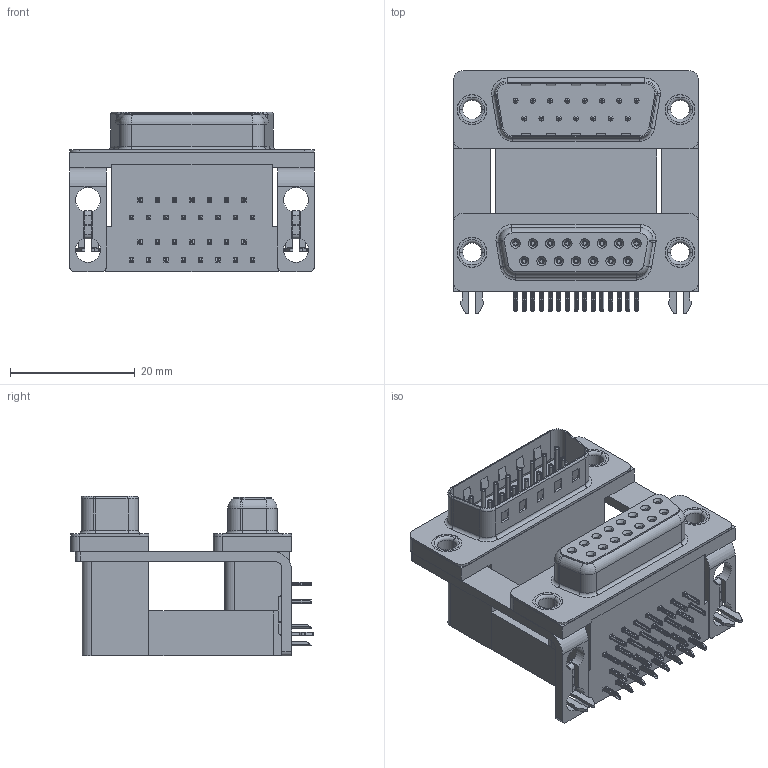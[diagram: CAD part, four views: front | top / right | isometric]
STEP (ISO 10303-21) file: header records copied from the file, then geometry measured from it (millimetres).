
FILE_DESCRIPTION (( 'STEP AP203' ), '1' );
FILE_NAME ('663-015-264-040.STEP', '2022-06-17T23:11:19', ( '' ), ( '' ), 'SwSTEP 2.0', 'SolidWorks 2020', '' );
FILE_SCHEMA (( 'CONFIG_CONTROL_DESIGN' ));
Length unit declared in the file: millimetre
Products named in the file (13): 663 Contact Bottom Lower; 663 Thru Hole Rivet; 663 Contact Top Lower; 663 Housing Spacer_15 Contacts H; 663 Shell Receptacle_15 Contacts; 663 Contact Bottom Upper_H; 663-015-264-040; 663 Housing Upper_15 Contacts H; 663 Shell Plug_15 Contacts; 663 Mounting Bracket_2ProngH; 663 Contact Top Upper_H; 663 Housing Lower_15 Contacts; 663 2 Prong Board Lock_4
Assembly tree (43 placements, depth 2):
  663-015-264-040
    663 Housing Lower_15 Contacts
    663 Housing Spacer_15 Contacts H
    663 Housing Upper_15 Contacts H
    663 Shell Receptacle_15 Contacts
    663 Shell Plug_15 Contacts
    663 Contact Bottom Lower  x7
    663 Contact Top Lower  x8
    663 Contact Bottom Upper_H  x7
    663 Contact Top Upper_H  x8
    663 Mounting Bracket_2ProngH  x2
    663 2 Prong Board Lock_4  x2
    663 Thru Hole Rivet  x4
Bounding box: 39.19 x 38.91 x 25.6 mm (x, y, z)
Volume: 15963.4 mm3; surface area: 17561.8 mm2
Topology: 43 solids, 43 shells, 3936 faces, 10121 edges, 6333 vertices
Faces by surface type: plane 2093, cylinder 1008, bspline 512, cone 180, torus 143
Entity records: 43389 total; most frequent: CARTESIAN_POINT 10271, ORIENTED_EDGE 6468, DIRECTION 6183, EDGE_CURVE 3234, VECTOR 2255, LINE 2255, VERTEX_POINT 2067, AXIS2_PLACEMENT_3D 1964
